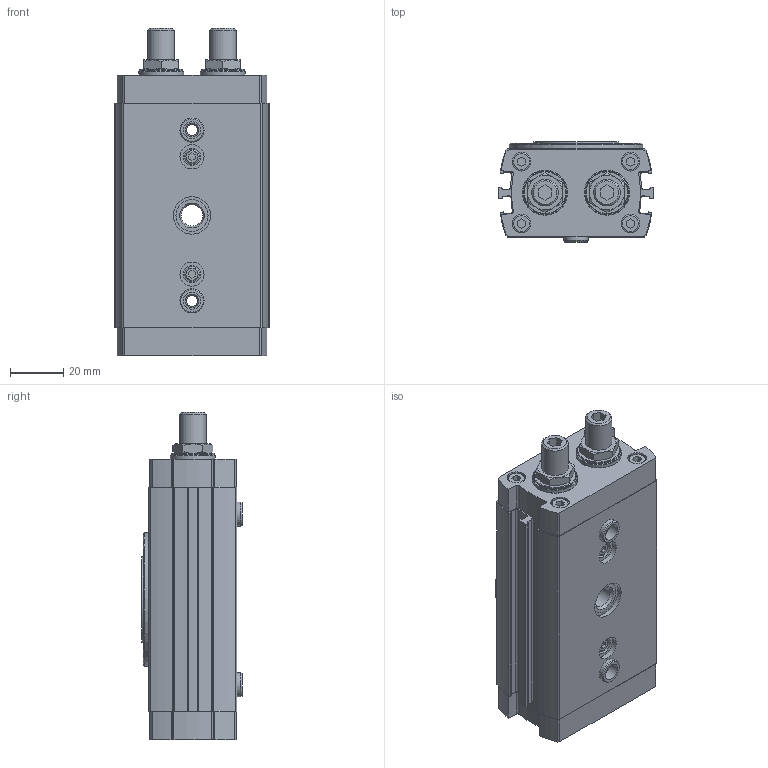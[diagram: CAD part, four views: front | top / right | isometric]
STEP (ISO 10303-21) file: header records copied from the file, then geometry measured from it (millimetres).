
FILE_DESCRIPTION(/* description */ ('STEP AP214'),/* implementation_level */ '2;1');
FILE_NAME(/* name */ '1577238_DRRD-16-180-FH-PA',/* time_stamp */ '2024-08-21T02:19:21+02:00',/* author */ ('License CC BY-ND 4.0'),/* organization */ ('CADENAS'),/* preprocessor_version */ 'ST-DEVELOPER v19.3',/* originating_system */ 'PARTsolutions',/* authorisation */ ' ');
FILE_SCHEMA (('AUTOMOTIVE_DESIGN {1 0 10303 214 3 1 1}'));
Length unit declared in the file: millimetre
Products named in the file (4): 1577238 DRRD-16-180-FH-PA---(0); 574399 DRRD-16---P--_t; 1577243 DRRD-16_w; 150927 ZBH-9
Assembly tree (4 placements, depth 2):
  1577238 DRRD-16-180-FH-PA---(0)
    574399 DRRD-16---P--_t
    1577243 DRRD-16_w
    150927 ZBH-9  x2
Bounding box: 57.99 x 37.5 x 122.6 mm (x, y, z)
Volume: 182984.7 mm3; surface area: 37316 mm2
Topology: 4 solids, 4 shells, 414 faces, 975 edges, 627 vertices
Faces by surface type: plane 211, cylinder 122, cone 70, torus 11
Full cylindrical faces by diameter (mm): 2.459 x4, 3.242 x6, 4.134 x4, 5.5 x2, 6.4 x2, 6.5 x2, 7 x16, 8 x3, 9 x8, 10 x2, 12 x3, 14 x1, 15 x2, 16 x2, 16.9 x2, 32 x2, 50 x1
Entity records: 11116 total; most frequent: CARTESIAN_POINT 1987, DIRECTION 1912, ORIENTED_EDGE 1646, EDGE_CURVE 823, AXIS2_PLACEMENT_3D 724, VERTEX_POINT 607, FACE_BOUND 604, EDGE_LOOP 592
